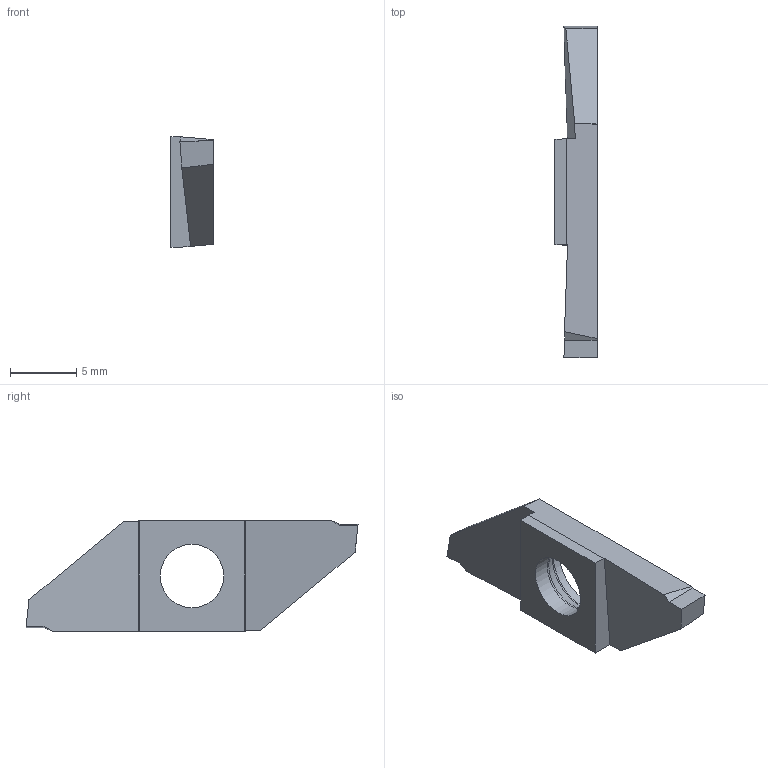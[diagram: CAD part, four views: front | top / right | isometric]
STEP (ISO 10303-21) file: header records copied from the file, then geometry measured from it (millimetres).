
FILE_DESCRIPTION(/* description */ (''),/* implementation_level */ '2;1');
FILE_NAME(/* name */ 'AAA379078_A.STP',/* time_stamp */ '2023-08-30T13:37:34+02:00',/* author */ (''),/* organization */ ('SMS'),/* preprocessor_version */ 'ST-DEVELOPER v16.7',/* originating_system */ 'SIEMENS PLM Software NX 12.0',/* authorisation */ '');
FILE_SCHEMA (('AUTOMOTIVE_DESIGN { 1 0 10303 214 3 1 1 1 }'));
Length unit declared in the file: millimetre
Products named in the file (1): AAA379078_A
Bounding box: 3.18 x 25.02 x 8.33 mm (x, y, z)
Volume: 330 mm3; surface area: 483 mm2
Topology: 1 solids, 1 shells, 25 faces, 69 edges, 48 vertices
Faces by surface type: plane 18, cylinder 3, torus 2, cone 2
Full cylindrical faces by diameter (mm): 4.8 x1
Entity records: 812 total; most frequent: CARTESIAN_POINT 145, DIRECTION 126, ORIENTED_EDGE 120, EDGE_CURVE 60, LINE 50, VECTOR 50, VERTEX_POINT 42, AXIS2_PLACEMENT_3D 38
